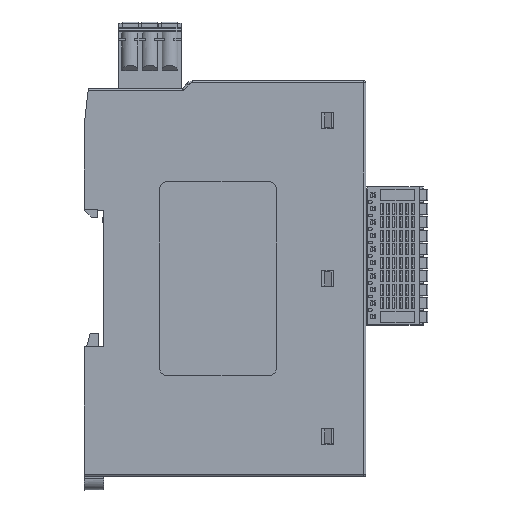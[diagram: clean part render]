
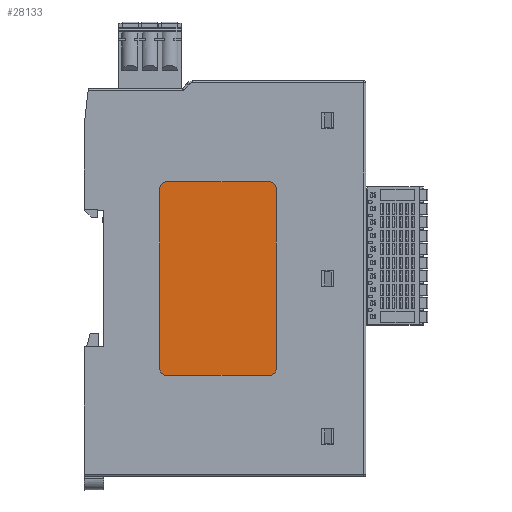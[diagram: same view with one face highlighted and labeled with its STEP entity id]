
A CAD part, top view. The second image highlights one B-rep face of the part: STEP entity #28133.
In plain terms, the highlighted planar face has unit normal (0, 0, 1).
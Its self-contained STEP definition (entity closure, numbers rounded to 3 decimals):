
#10401=LINE('',#159192,#20852);
#10404=LINE('',#159198,#20855);
#10408=LINE('',#159206,#20859);
#10410=LINE('',#159210,#20861);
#20852=VECTOR('',#122971,1.);
#20855=VECTOR('',#122976,1.);
#20859=VECTOR('',#122982,1.);
#20861=VECTOR('',#122986,1.);
#28133=ADVANCED_FACE('',(#37199),#32453,.F.);
#32453=PLANE('',#103617);
#37199=FACE_OUTER_BOUND('',#42845,.T.);
#42845=EDGE_LOOP('',(#61714,#61715,#61716,#61717,#61718,#61719,#61720,#61721));
#61714=ORIENTED_EDGE('',*,*,#91000,.F.);
#61715=ORIENTED_EDGE('',*,*,#91005,.T.);
#61716=ORIENTED_EDGE('',*,*,#91002,.F.);
#61717=ORIENTED_EDGE('',*,*,#91006,.T.);
#61718=ORIENTED_EDGE('',*,*,#90993,.F.);
#61719=ORIENTED_EDGE('',*,*,#91007,.T.);
#61720=ORIENTED_EDGE('',*,*,#90996,.F.);
#61721=ORIENTED_EDGE('',*,*,#91008,.T.);
#79093=VERTEX_POINT('',#159193);
#79094=VERTEX_POINT('',#159194);
#79095=VERTEX_POINT('',#159199);
#79096=VERTEX_POINT('',#159200);
#79097=VERTEX_POINT('',#159205);
#79098=VERTEX_POINT('',#159207);
#79099=VERTEX_POINT('',#159211);
#79100=VERTEX_POINT('',#159212);
#90993=EDGE_CURVE('',#79093,#79094,#10401,.T.);
#90996=EDGE_CURVE('',#79095,#79096,#10404,.T.);
#91000=EDGE_CURVE('',#79097,#79098,#10408,.T.);
#91002=EDGE_CURVE('',#79099,#79100,#10410,.T.);
#91005=EDGE_CURVE('',#79097,#79100,#97987,.T.);
#91006=EDGE_CURVE('',#79099,#79094,#97988,.T.);
#91007=EDGE_CURVE('',#79093,#79096,#97989,.T.);
#91008=EDGE_CURVE('',#79095,#79098,#97990,.T.);
#97987=CIRCLE('',#103613,1.8);
#97988=CIRCLE('',#103614,1.8);
#97989=CIRCLE('',#103615,1.8);
#97990=CIRCLE('',#103616,1.8);
#103613=AXIS2_PLACEMENT_3D('',#159216,#122991,#122992);
#103614=AXIS2_PLACEMENT_3D('',#159217,#122993,#122994);
#103615=AXIS2_PLACEMENT_3D('',#159218,#122995,#122996);
#103616=AXIS2_PLACEMENT_3D('',#159219,#122997,#122998);
#103617=AXIS2_PLACEMENT_3D('',#159220,#122999,#123000);
#122971=DIRECTION('',(-1.,0.,0.));
#122976=DIRECTION('',(0.,-1.,0.));
#122982=DIRECTION('',(1.,0.,0.));
#122986=DIRECTION('',(0.,1.,0.));
#122991=DIRECTION('',(0.,0.,1.));
#122992=DIRECTION('',(-1.,0.,0.));
#122993=DIRECTION('',(0.,0.,1.));
#122994=DIRECTION('',(-1.,0.,0.));
#122995=DIRECTION('',(0.,0.,1.));
#122996=DIRECTION('',(-1.,0.,0.));
#122997=DIRECTION('',(0.,0.,1.));
#122998=DIRECTION('',(-1.,0.,0.));
#122999=DIRECTION('',(0.,0.,-1.));
#123000=DIRECTION('',(1.,0.,0.));
#159192=CARTESIAN_POINT('',(-245.077,127.265,57.7));
#159193=CARTESIAN_POINT('',(-231.777,127.265,57.7));
#159194=CARTESIAN_POINT('',(-258.377,127.265,57.7));
#159198=CARTESIAN_POINT('',(-229.977,152.365,57.7));
#159199=CARTESIAN_POINT('',(-229.977,175.665,57.7));
#159200=CARTESIAN_POINT('',(-229.977,129.065,57.7));
#159205=CARTESIAN_POINT('',(-258.377,177.465,57.7));
#159206=CARTESIAN_POINT('',(-245.077,177.465,57.7));
#159207=CARTESIAN_POINT('',(-231.777,177.465,57.7));
#159210=CARTESIAN_POINT('',(-260.177,177.365,57.7));
#159211=CARTESIAN_POINT('',(-260.177,129.065,57.7));
#159212=CARTESIAN_POINT('',(-260.177,175.665,57.7));
#159216=CARTESIAN_POINT('',(-258.377,175.665,57.7));
#159217=CARTESIAN_POINT('',(-258.377,129.065,57.7));
#159218=CARTESIAN_POINT('',(-231.777,129.065,57.7));
#159219=CARTESIAN_POINT('',(-231.777,175.665,57.7));
#159220=CARTESIAN_POINT('',(-256.37,152.374,57.7));
